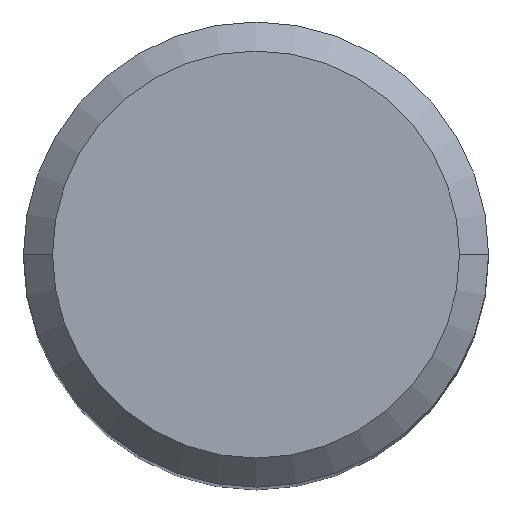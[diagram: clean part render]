
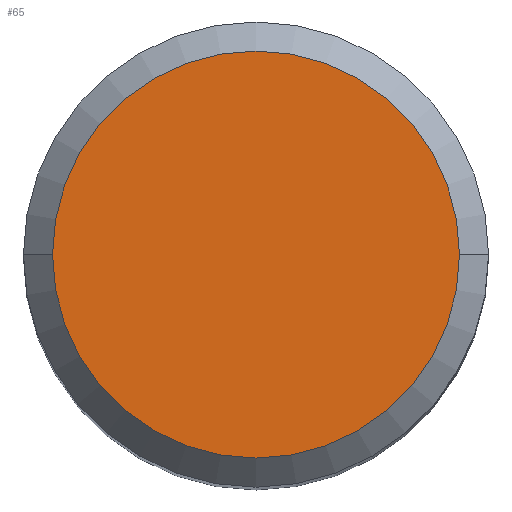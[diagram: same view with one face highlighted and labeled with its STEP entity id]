
A CAD part, top view. The second image highlights one B-rep face of the part: STEP entity #65.
In plain terms, the highlighted planar face has unit normal (0, 0, 1).
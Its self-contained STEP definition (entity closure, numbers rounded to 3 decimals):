
#44=PLANE('',#536);
#65=ADVANCED_FACE('',(#94),#44,.F.);
#94=FACE_OUTER_BOUND('',#120,.T.);
#120=EDGE_LOOP('',(#241,#242));
#166=CIRCLE('',#523,6.997);
#176=CIRCLE('',#535,6.997);
#241=ORIENTED_EDGE('',*,*,#384,.F.);
#242=ORIENTED_EDGE('',*,*,#406,.F.);
#335=VERTEX_POINT('',#784);
#336=VERTEX_POINT('',#785);
#384=EDGE_CURVE('',#335,#336,#166,.T.);
#406=EDGE_CURVE('',#336,#335,#176,.T.);
#523=AXIS2_PLACEMENT_3D('',#783,#611,#612);
#535=AXIS2_PLACEMENT_3D('',#845,#641,#642);
#536=AXIS2_PLACEMENT_3D('',#846,#643,#644);
#611=DIRECTION('',(0.,0.,-1.));
#612=DIRECTION('',(-1.,0.,0.));
#641=DIRECTION('',(0.,0.,-1.));
#642=DIRECTION('',(-1.,0.,0.));
#643=DIRECTION('',(0.,0.,-1.));
#644=DIRECTION('',(1.,0.,0.));
#783=CARTESIAN_POINT('',(0.,0.,0.));
#784=CARTESIAN_POINT('',(-6.997,0.,0.));
#785=CARTESIAN_POINT('',(6.997,0.,0.));
#845=CARTESIAN_POINT('',(0.,0.,0.));
#846=CARTESIAN_POINT('',(0.,6.997,0.));
